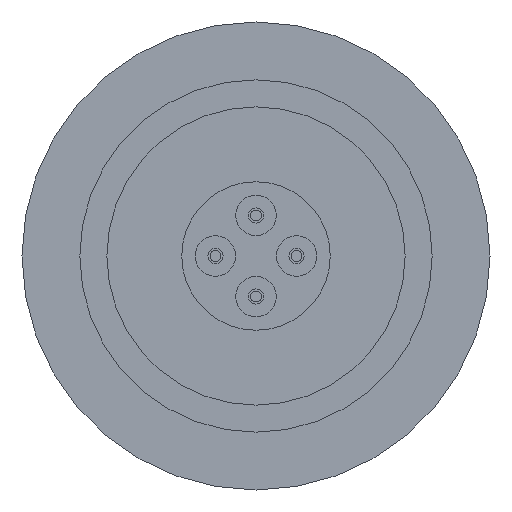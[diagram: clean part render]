
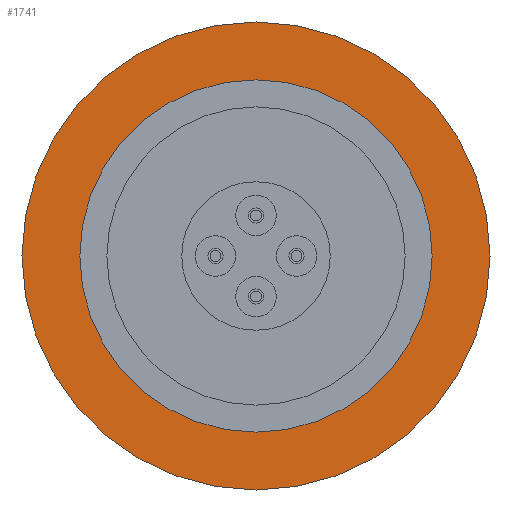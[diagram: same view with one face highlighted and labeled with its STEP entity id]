
A CAD part, front view. The second image highlights one B-rep face of the part: STEP entity #1741.
In plain terms, the highlighted planar face has unit normal (0, -1, 0).
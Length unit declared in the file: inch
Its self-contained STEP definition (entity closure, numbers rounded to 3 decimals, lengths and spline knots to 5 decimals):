
#48 = CARTESIAN_POINT ( 'NONE',  ( 0., -0.1, 0. ) ) ;
#135 = VERTEX_POINT ( 'NONE', #154 ) ;
#154 = CARTESIAN_POINT ( 'NONE',  ( 0., -0.1, -1.0825 ) ) ;
#163 = DIRECTION ( 'NONE',  ( 0., 0., 1. ) ) ;
#178 = PLANE ( 'NONE',  #1816 ) ;
#187 = AXIS2_PLACEMENT_3D ( 'NONE', #1325, #2682, #1517 ) ;
#190 = DIRECTION ( 'NONE',  ( 0., 0., 1. ) ) ;
#210 = DIRECTION ( 'NONE',  ( 0., 0., 1. ) ) ;
#238 = ORIENTED_EDGE ( 'NONE', *, *, #1697, .T. ) ;
#282 = FACE_OUTER_BOUND ( 'NONE', #877, .T. ) ;
#298 = DIRECTION ( 'NONE',  ( 0., 1., 0. ) ) ;
#306 = CARTESIAN_POINT ( 'NONE',  ( 0., -0.1, 0. ) ) ;
#351 = AXIS2_PLACEMENT_3D ( 'NONE', #2688, #1531, #163 ) ;
#352 = CIRCLE ( 'NONE', #187, 0.815 ) ;
#426 = CARTESIAN_POINT ( 'NONE',  ( 0., -0.1, 0.815 ) ) ;
#571 = EDGE_CURVE ( 'NONE', #1151, #135, #2246, .T. ) ;
#667 = ORIENTED_EDGE ( 'NONE', *, *, #696, .T. ) ;
#696 = EDGE_CURVE ( 'NONE', #2083, #1031, #863, .T. ) ;
#738 = CARTESIAN_POINT ( 'NONE',  ( 0., -0.1, 1.0825 ) ) ;
#863 = CIRCLE ( 'NONE', #2215, 0.815 ) ;
#877 = EDGE_LOOP ( 'NONE', ( #2737, #238 ) ) ;
#908 = DIRECTION ( 'NONE',  ( 0., -1., 0. ) ) ;
#1031 = VERTEX_POINT ( 'NONE', #426 ) ;
#1034 = CARTESIAN_POINT ( 'NONE',  ( 0., -0.1, -0.815 ) ) ;
#1132 = DIRECTION ( 'NONE',  ( 0., -1., 0. ) ) ;
#1151 = VERTEX_POINT ( 'NONE', #738 ) ;
#1325 = CARTESIAN_POINT ( 'NONE',  ( 0., -0.1, 0. ) ) ;
#1517 = DIRECTION ( 'NONE',  ( 0., 0., 1. ) ) ;
#1531 = DIRECTION ( 'NONE',  ( 0., -1., 0. ) ) ;
#1673 = EDGE_CURVE ( 'NONE', #1031, #2083, #352, .T. ) ;
#1697 = EDGE_CURVE ( 'NONE', #135, #1151, #2571, .T. ) ;
#1731 = CARTESIAN_POINT ( 'NONE',  ( 0., -0.1, 0. ) ) ;
#1741 = ADVANCED_FACE ( 'NONE', ( #282, #2450 ), #178, .T. ) ;
#1816 = AXIS2_PLACEMENT_3D ( 'NONE', #1731, #1132, #2497 ) ;
#2083 = VERTEX_POINT ( 'NONE', #1034 ) ;
#2142 = ORIENTED_EDGE ( 'NONE', *, *, #1673, .T. ) ;
#2215 = AXIS2_PLACEMENT_3D ( 'NONE', #306, #298, #210 ) ;
#2246 = CIRCLE ( 'NONE', #2657, 1.0825 ) ;
#2310 = EDGE_LOOP ( 'NONE', ( #2142, #667 ) ) ;
#2450 = FACE_BOUND ( 'NONE', #2310, .T. ) ;
#2497 = DIRECTION ( 'NONE',  ( 0., 0., -1. ) ) ;
#2571 = CIRCLE ( 'NONE', #351, 1.0825 ) ;
#2657 = AXIS2_PLACEMENT_3D ( 'NONE', #48, #908, #190 ) ;
#2682 = DIRECTION ( 'NONE',  ( 0., 1., 0. ) ) ;
#2688 = CARTESIAN_POINT ( 'NONE',  ( 0., -0.1, 0. ) ) ;
#2737 = ORIENTED_EDGE ( 'NONE', *, *, #571, .T. ) ;
